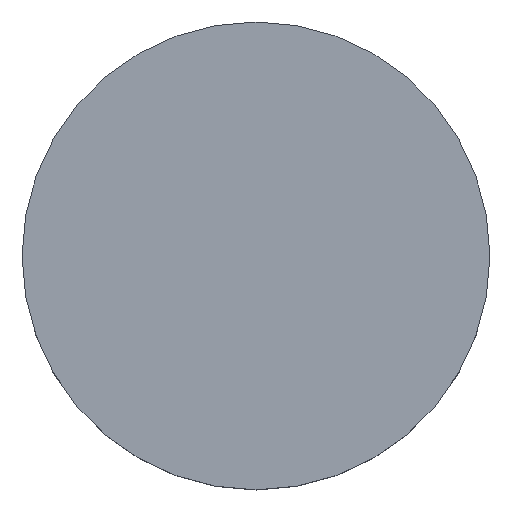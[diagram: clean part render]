
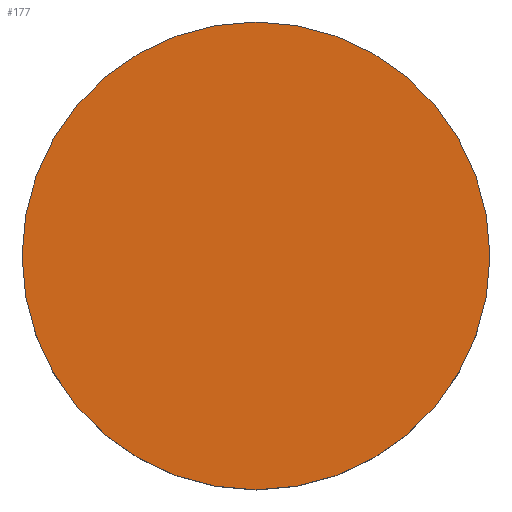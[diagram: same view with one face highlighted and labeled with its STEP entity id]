
A CAD part, top view. The second image highlights one B-rep face of the part: STEP entity #177.
In plain terms, the highlighted planar face has unit normal (0, 0, 1).
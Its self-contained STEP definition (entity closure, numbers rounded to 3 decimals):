
#1 = AXIS2_PLACEMENT_3D ( 'NONE', #16, #135, #105 ) ;
#16 = CARTESIAN_POINT ( 'NONE',  ( 0., 0., 3. ) ) ;
#17 = CARTESIAN_POINT ( 'NONE',  ( 0., -6.35, 3. ) ) ;
#23 = ORIENTED_EDGE ( 'NONE', *, *, #150, .F. ) ;
#39 = VERTEX_POINT ( 'NONE', #17 ) ;
#41 = AXIS2_PLACEMENT_3D ( 'NONE', #151, #137, #123 ) ;
#83 = DIRECTION ( 'NONE',  ( 0., 0., 1. ) ) ;
#100 = DIRECTION ( 'NONE',  ( 1., 0., 0. ) ) ;
#105 = DIRECTION ( 'NONE',  ( 0., -1., 0. ) ) ;
#114 = VERTEX_POINT ( 'NONE', #188 ) ;
#120 = CARTESIAN_POINT ( 'NONE',  ( 0., 13.158, 3. ) ) ;
#123 = DIRECTION ( 'NONE',  ( 0., -1., 0. ) ) ;
#126 = EDGE_CURVE ( 'NONE', #39, #114, #192, .T. ) ;
#135 = DIRECTION ( 'NONE',  ( 0., 0., -1. ) ) ;
#137 = DIRECTION ( 'NONE',  ( 0., 0., -1. ) ) ;
#150 = EDGE_CURVE ( 'NONE', #114, #39, #162, .T. ) ;
#151 = CARTESIAN_POINT ( 'NONE',  ( 0., 0., 3. ) ) ;
#162 = CIRCLE ( 'NONE', #1, 6.35 ) ;
#166 = FACE_OUTER_BOUND ( 'NONE', #179, .T. ) ;
#169 = AXIS2_PLACEMENT_3D ( 'NONE', #120, #83, #100 ) ;
#177 = ADVANCED_FACE ( 'NONE', ( #166 ), #198, .T. ) ;
#179 = EDGE_LOOP ( 'NONE', ( #211, #23 ) ) ;
#188 = CARTESIAN_POINT ( 'NONE',  ( 0., 6.35, 3. ) ) ;
#192 = CIRCLE ( 'NONE', #41, 6.35 ) ;
#198 = PLANE ( 'NONE',  #169 ) ;
#211 = ORIENTED_EDGE ( 'NONE', *, *, #126, .F. ) ;
